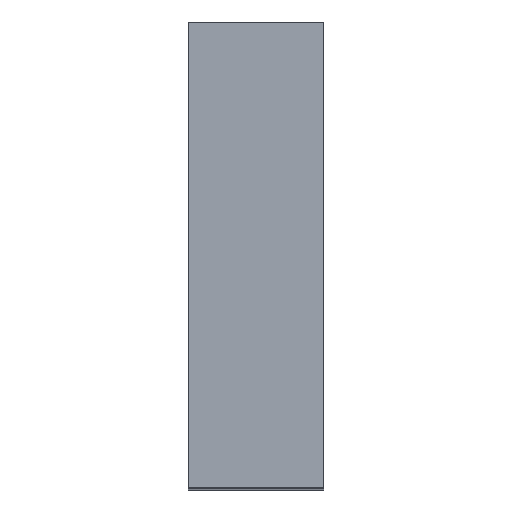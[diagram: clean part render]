
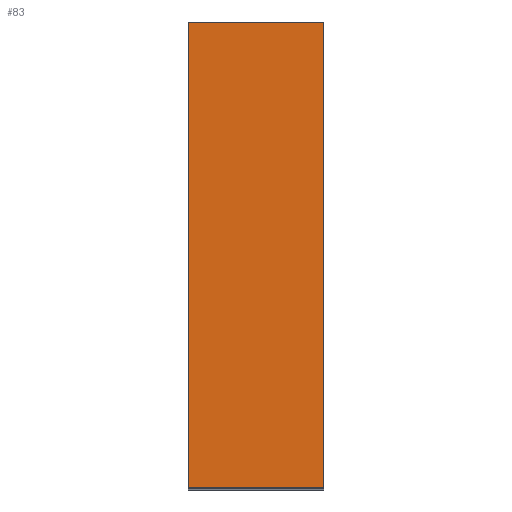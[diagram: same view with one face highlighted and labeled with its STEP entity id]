
A CAD part, top view. The second image highlights one B-rep face of the part: STEP entity #83.
In plain terms, the highlighted planar face has unit normal (0, 0, 1).
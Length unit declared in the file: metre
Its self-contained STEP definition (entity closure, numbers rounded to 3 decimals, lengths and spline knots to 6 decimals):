
#83=ADVANCED_FACE('0:1913',(#116),#117,.T.);
#116=FACE_OUTER_BOUND('',#161,.T.);
#117=PLANE('',#162);
#161=EDGE_LOOP('',(#251,#252,#253,#254));
#162=AXIS2_PLACEMENT_3D('',#255,#256,#257);
#251=ORIENTED_EDGE('',*,*,#356,.T.);
#252=ORIENTED_EDGE('',*,*,#357,.F.);
#253=ORIENTED_EDGE('',*,*,#352,.T.);
#254=ORIENTED_EDGE('',*,*,#355,.T.);
#255=CARTESIAN_POINT('',(0.0,0.015,0.0));
#256=DIRECTION('',(0.0,-0.0,1.0));
#257=DIRECTION('',(0.0,1.0,0.0));
#352=EDGE_CURVE('0:1940',#408,#406,#409,.T.);
#355=EDGE_CURVE('0:1943',#406,#411,#413,.T.);
#356=EDGE_CURVE('0:1934',#411,#414,#415,.T.);
#357=EDGE_CURVE('0:1937',#408,#414,#416,.T.);
#406=VERTEX_POINT('',#492);
#408=VERTEX_POINT('',#495);
#409=LINE('',#496,#497);
#411=VERTEX_POINT('',#500);
#413=LINE('',#503,#504);
#414=VERTEX_POINT('',#505);
#415=LINE('',#506,#507);
#416=LINE('',#508,#509);
#492=CARTESIAN_POINT('',(0.0,0.03,0.0));
#495=CARTESIAN_POINT('',(0.0,0.0,0.0));
#496=CARTESIAN_POINT('',(0.0,0.0,0.0));
#497=VECTOR('',#573,1.0);
#500=CARTESIAN_POINT('',(-0.00872,0.03,0.0));
#503=CARTESIAN_POINT('',(0.0,0.03,0.0));
#504=VECTOR('',#576,1.0);
#505=CARTESIAN_POINT('',(-0.00872,0.0,0.0));
#506=CARTESIAN_POINT('',(-0.00872,0.0,0.0));
#507=VECTOR('',#577,1.0);
#508=CARTESIAN_POINT('',(0.0,0.0,0.0));
#509=VECTOR('',#578,1.0);
#573=DIRECTION('',(0.0,1.0,0.0));
#576=DIRECTION('',(-1.0,-0.0,-0.0));
#577=DIRECTION('',(-0.0,-1.0,-0.0));
#578=DIRECTION('',(-1.0,-0.0,-0.0));
